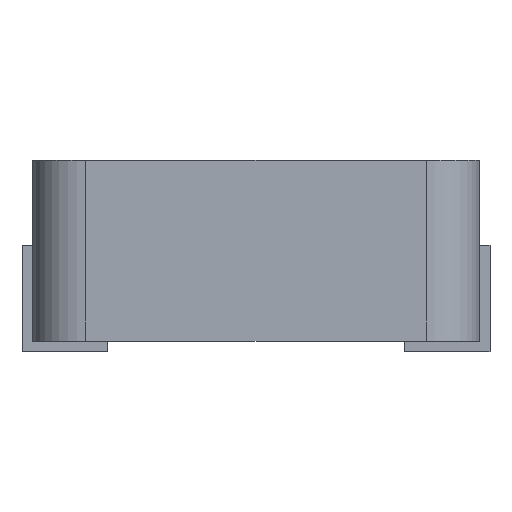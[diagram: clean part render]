
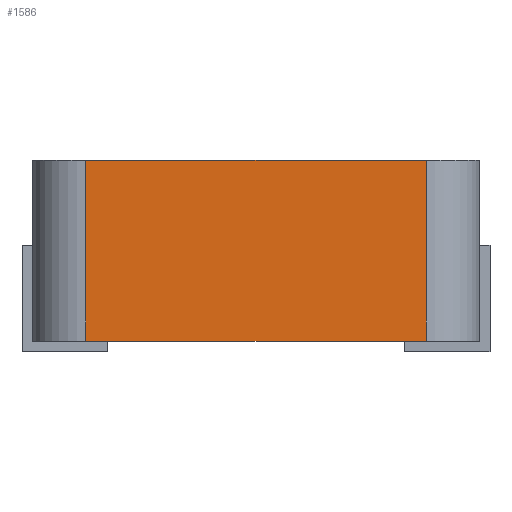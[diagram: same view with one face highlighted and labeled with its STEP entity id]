
A CAD part, front view. The second image highlights one B-rep face of the part: STEP entity #1586.
In plain terms, the highlighted planar face has unit normal (0, -1, 0).
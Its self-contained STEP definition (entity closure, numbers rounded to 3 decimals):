
#60 = EDGE_CURVE ( 'NONE', #3322, #3399, #2276, .T. ) ;
#564 = PLANE ( 'NONE',  #1254 ) ;
#642 = ORIENTED_EDGE ( 'NONE', *, *, #60, .T. ) ;
#679 = EDGE_LOOP ( 'NONE', ( #722, #642, #782, #1441 ) ) ;
#684 = CARTESIAN_POINT ( 'NONE',  ( 1.6, -2.1, 1.8 ) ) ;
#687 = EDGE_CURVE ( 'NONE', #2431, #3322, #1704, .T. ) ;
#722 = ORIENTED_EDGE ( 'NONE', *, *, #687, .T. ) ;
#782 = ORIENTED_EDGE ( 'NONE', *, *, #1438, .F. ) ;
#1081 = VERTEX_POINT ( 'NONE', #3734 ) ;
#1254 = AXIS2_PLACEMENT_3D ( 'NONE', #1279, #3830, #2223 ) ;
#1262 = FACE_OUTER_BOUND ( 'NONE', #679, .T. ) ;
#1279 = CARTESIAN_POINT ( 'NONE',  ( -2.1, -2.1, 1.8 ) ) ;
#1332 = CARTESIAN_POINT ( 'NONE',  ( 1.6, -2.1, 1.8 ) ) ;
#1438 = EDGE_CURVE ( 'NONE', #1081, #3399, #1974, .T. ) ;
#1441 = ORIENTED_EDGE ( 'NONE', *, *, #2986, .T. ) ;
#1506 = CARTESIAN_POINT ( 'NONE',  ( 1.6, -2.1, 0.1 ) ) ;
#1586 = ADVANCED_FACE ( 'NONE', ( #1262 ), #564, .F. ) ;
#1587 = CARTESIAN_POINT ( 'NONE',  ( -1.6, -2.1, 0.1 ) ) ;
#1704 = LINE ( 'NONE', #2365, #2247 ) ;
#1974 = LINE ( 'NONE', #3268, #3676 ) ;
#2190 = VECTOR ( 'NONE', #2254, 1000. ) ;
#2223 = DIRECTION ( 'NONE',  ( 1., 0., 0. ) ) ;
#2247 = VECTOR ( 'NONE', #3022, 1000. ) ;
#2254 = DIRECTION ( 'NONE',  ( 0., 0., -1. ) ) ;
#2276 = LINE ( 'NONE', #1332, #3925 ) ;
#2365 = CARTESIAN_POINT ( 'NONE',  ( -2.1, -2.1, 0.1 ) ) ;
#2431 = VERTEX_POINT ( 'NONE', #1587 ) ;
#2620 = DIRECTION ( 'NONE',  ( 0., 0., 1. ) ) ;
#2803 = LINE ( 'NONE', #3530, #2190 ) ;
#2986 = EDGE_CURVE ( 'NONE', #1081, #2431, #2803, .T. ) ;
#3022 = DIRECTION ( 'NONE',  ( 1., 0., 0. ) ) ;
#3268 = CARTESIAN_POINT ( 'NONE',  ( -2.1, -2.1, 1.8 ) ) ;
#3322 = VERTEX_POINT ( 'NONE', #1506 ) ;
#3399 = VERTEX_POINT ( 'NONE', #684 ) ;
#3530 = CARTESIAN_POINT ( 'NONE',  ( -1.6, -2.1, 1.8 ) ) ;
#3591 = DIRECTION ( 'NONE',  ( 1., 0., 0. ) ) ;
#3676 = VECTOR ( 'NONE', #3591, 1000. ) ;
#3734 = CARTESIAN_POINT ( 'NONE',  ( -1.6, -2.1, 1.8 ) ) ;
#3830 = DIRECTION ( 'NONE',  ( 0., 1., 0. ) ) ;
#3925 = VECTOR ( 'NONE', #2620, 1000. ) ;
